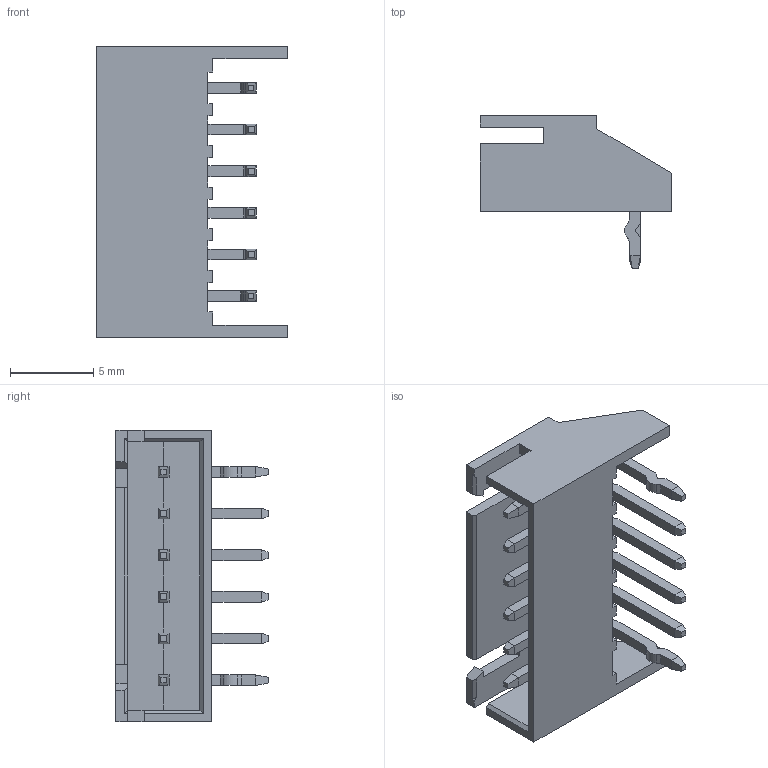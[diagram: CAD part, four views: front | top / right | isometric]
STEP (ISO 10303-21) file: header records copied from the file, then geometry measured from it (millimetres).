
FILE_DESCRIPTION((''),'2;1');
FILE_NAME('2317RJ-06_ASM','2020-12-02T15:34:03',('Acer'),(''),'CREO PARAMETRIC BY PTC INC, 2018100','CREO PARAMETRIC BY PTC INC, 2018100','');
FILE_SCHEMA(('CONFIG_CONTROL_DESIGN'));
Length unit declared in the file: millimetre
Products named in the file (4): 801-2317RJ-06; 802-0_5-K; 802-0_5-1; 2317RJ-06_ASM
Assembly tree (7 placements, depth 2):
  2317RJ-06_ASM
    801-2317RJ-06
    802-0_5-K  x2
    802-0_5-1  x4
Bounding box: 11.5 x 9.15 x 17.5 mm (x, y, z)
Volume: 370.1 mm3; surface area: 1058.7 mm2
Topology: 7 solids, 7 shells, 222 faces, 592 edges, 378 vertices
Faces by surface type: plane 206, cylinder 16
Entity records: 4704 total; most frequent: CARTESIAN_POINT 827, ORIENTED_EDGE 816, DIRECTION 726, EDGE_CURVE 408, VECTOR 396, LINE 396, VERTEX_POINT 266, AXIS2_PLACEMENT_3D 165
